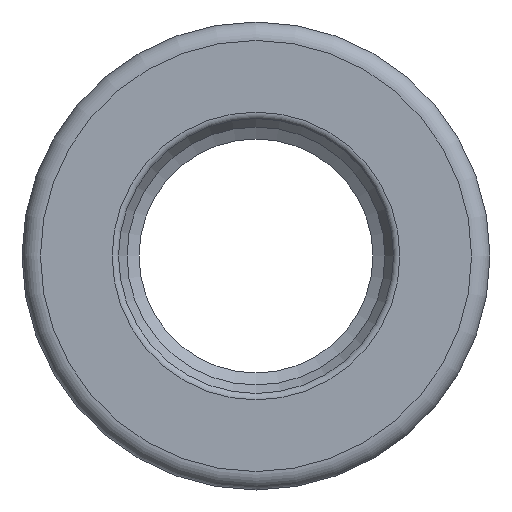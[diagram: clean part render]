
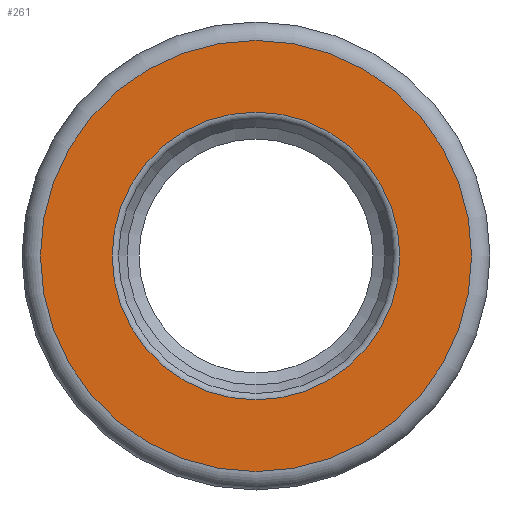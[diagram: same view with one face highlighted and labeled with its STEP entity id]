
A CAD part, left-side view. The second image highlights one B-rep face of the part: STEP entity #261.
In plain terms, the highlighted planar face has unit normal (-1, 0, 0).
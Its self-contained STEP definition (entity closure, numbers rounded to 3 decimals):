
#18=FACE_BOUND('',#42,.T.);
#20=PLANE('',#302);
#28=FACE_OUTER_BOUND('',#41,.T.);
#41=EDGE_LOOP('',(#187,#188));
#42=EDGE_LOOP('',(#189,#190));
#73=CIRCLE('',#299,3.904);
#74=CIRCLE('',#300,3.904);
#76=CIRCLE('',#303,5.85);
#77=CIRCLE('',#304,5.85);
#107=VERTEX_POINT('',#456);
#108=VERTEX_POINT('',#457);
#109=VERTEX_POINT('',#462);
#110=VERTEX_POINT('',#463);
#138=EDGE_CURVE('',#107,#108,#73,.T.);
#139=EDGE_CURVE('',#108,#107,#74,.T.);
#141=EDGE_CURVE('',#109,#110,#76,.T.);
#142=EDGE_CURVE('',#110,#109,#77,.T.);
#187=ORIENTED_EDGE('',*,*,#141,.F.);
#188=ORIENTED_EDGE('',*,*,#142,.F.);
#189=ORIENTED_EDGE('',*,*,#138,.T.);
#190=ORIENTED_EDGE('',*,*,#139,.T.);
#261=ADVANCED_FACE('',(#28,#18),#20,.T.);
#299=AXIS2_PLACEMENT_3D('',#458,#356,#357);
#300=AXIS2_PLACEMENT_3D('',#459,#358,#359);
#302=AXIS2_PLACEMENT_3D('',#461,#362,#363);
#303=AXIS2_PLACEMENT_3D('',#464,#364,#365);
#304=AXIS2_PLACEMENT_3D('',#465,#366,#367);
#356=DIRECTION('center_axis',(1.,0.,0.));
#357=DIRECTION('ref_axis',(0.,0.,-1.));
#358=DIRECTION('center_axis',(1.,0.,0.));
#359=DIRECTION('ref_axis',(0.,0.,-1.));
#362=DIRECTION('center_axis',(-1.,0.,0.));
#363=DIRECTION('ref_axis',(0.,0.,1.));
#364=DIRECTION('center_axis',(1.,0.,0.));
#365=DIRECTION('ref_axis',(0.,0.,-1.));
#366=DIRECTION('center_axis',(1.,0.,0.));
#367=DIRECTION('ref_axis',(0.,0.,-1.));
#456=CARTESIAN_POINT('',(0.,3.904,0.));
#457=CARTESIAN_POINT('',(0.,0.,3.904));
#458=CARTESIAN_POINT('Origin',(0.,0.,0.));
#459=CARTESIAN_POINT('Origin',(0.,0.,0.));
#461=CARTESIAN_POINT('Origin',(0.,5.85,0.));
#462=CARTESIAN_POINT('',(0.,5.85,0.));
#463=CARTESIAN_POINT('',(0.,0.,5.85));
#464=CARTESIAN_POINT('Origin',(0.,0.,0.));
#465=CARTESIAN_POINT('Origin',(0.,0.,0.));
